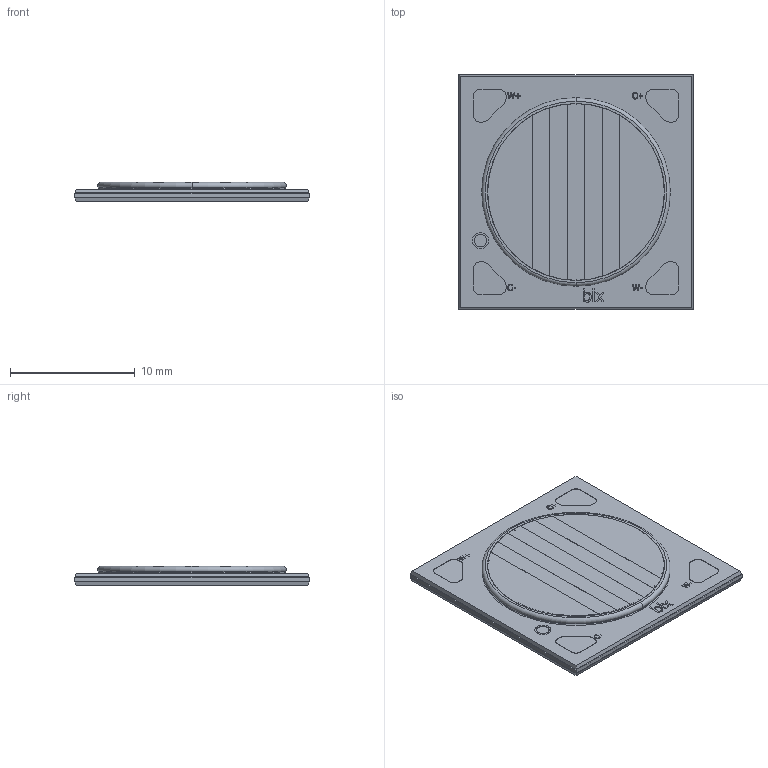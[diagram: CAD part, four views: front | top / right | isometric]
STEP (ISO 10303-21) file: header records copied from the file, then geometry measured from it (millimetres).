
FILE_DESCRIPTION (( 'STEP AP214' ), '1' );
FILE_NAME ('DPTW-13.STEP', '2019-03-28T23:45:17', ( '' ), ( '' ), 'SwSTEP 2.0', 'SolidWorks 2018', '' );
FILE_SCHEMA (( 'AUTOMOTIVE_DESIGN' ));
Length unit declared in the file: millimetre
Products named in the file (1): DPTW-13
Bounding box: 18.8 x 18.8 x 1.54 mm (x, y, z)
Volume: 442.7 mm3; surface area: 1173.2 mm2
Topology: 2 solids, 2 shells, 250 faces, 648 edges, 422 vertices
Faces by surface type: plane 156, bspline 40, cylinder 36, torus 18
Entity records: 11693 total; most frequent: CARTESIAN_POINT 3009, ORIENTED_EDGE 1296, DIRECTION 1078, EDGE_CURVE 648, LINE 440, VECTOR 440, VERTEX_POINT 422, AXIS2_PLACEMENT_3D 319
